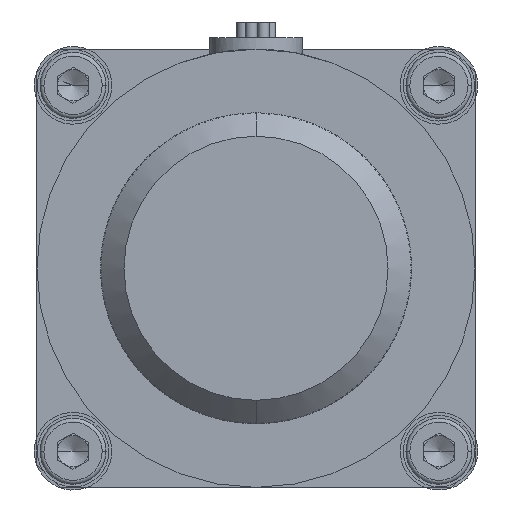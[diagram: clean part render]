
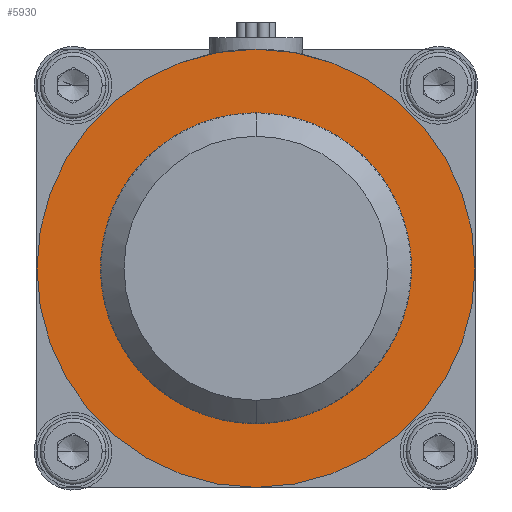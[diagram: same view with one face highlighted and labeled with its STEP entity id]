
A CAD part, front view. The second image highlights one B-rep face of the part: STEP entity #5930.
In plain terms, the highlighted face is planar.
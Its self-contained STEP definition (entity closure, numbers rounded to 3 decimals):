
#4884 = EDGE_CURVE ( 'NONE', #60082, #5277, #29915, .T. ) ;
#5277 = VERTEX_POINT ( 'NONE', #95622 ) ;
#5930 = ADVANCED_FACE ( 'NONE', ( #26247, #8813 ), #91243, .T. ) ;
#6831 = AXIS2_PLACEMENT_3D ( 'NONE', #51610, #6930, #59138 ) ;
#6930 = DIRECTION ( 'NONE',  ( 0., 1., 0. ) ) ;
#8813 = FACE_BOUND ( 'NONE', #78717, .T. ) ;
#10709 = AXIS2_PLACEMENT_3D ( 'NONE', #31254, #83463, #38779 ) ;
#13424 = ORIENTED_EDGE ( 'NONE', *, *, #79443, .F. ) ;
#21607 = CARTESIAN_POINT ( 'NONE',  ( 0., 38., 3.9 ) ) ;
#25671 = CARTESIAN_POINT ( 'NONE',  ( 0., 38., 28.2 ) ) ;
#26247 = FACE_OUTER_BOUND ( 'NONE', #34296, .T. ) ;
#29915 = CIRCLE ( 'NONE', #10709, 28.2 ) ;
#31254 = CARTESIAN_POINT ( 'NONE',  ( 0., 38., 0. ) ) ;
#31894 = CARTESIAN_POINT ( 'NONE',  ( 0., 38., 0. ) ) ;
#34296 = EDGE_LOOP ( 'NONE', ( #72463, #90141 ) ) ;
#34882 = CARTESIAN_POINT ( 'NONE',  ( 0., 38., -3.9 ) ) ;
#35142 = AXIS2_PLACEMENT_3D ( 'NONE', #31894, #84088, #39402 ) ;
#35611 = VERTEX_POINT ( 'NONE', #34882 ) ;
#36225 = CARTESIAN_POINT ( 'NONE',  ( 0., 38., 0. ) ) ;
#38779 = DIRECTION ( 'NONE',  ( 0., 0., 1. ) ) ;
#39402 = DIRECTION ( 'NONE',  ( 0., 0., 1. ) ) ;
#39486 = CIRCLE ( 'NONE', #6831, 28.2 ) ;
#43735 = DIRECTION ( 'NONE',  ( 0., 0., 1. ) ) ;
#44088 = DIRECTION ( 'NONE',  ( 0., 1., 0. ) ) ;
#44256 = AXIS2_PLACEMENT_3D ( 'NONE', #88733, #44088, #96221 ) ;
#45920 = CIRCLE ( 'NONE', #49204, 3.9 ) ;
#49204 = AXIS2_PLACEMENT_3D ( 'NONE', #36225, #88386, #43735 ) ;
#51610 = CARTESIAN_POINT ( 'NONE',  ( 0., 38., 0. ) ) ;
#59138 = DIRECTION ( 'NONE',  ( 0., 0., 1. ) ) ;
#60082 = VERTEX_POINT ( 'NONE', #25671 ) ;
#66088 = EDGE_CURVE ( 'NONE', #35611, #82434, #45920, .T. ) ;
#70030 = CIRCLE ( 'NONE', #44256, 3.9 ) ;
#72372 = ORIENTED_EDGE ( 'NONE', *, *, #66088, .F. ) ;
#72463 = ORIENTED_EDGE ( 'NONE', *, *, #80716, .T. ) ;
#78717 = EDGE_LOOP ( 'NONE', ( #72372, #13424 ) ) ;
#79443 = EDGE_CURVE ( 'NONE', #82434, #35611, #70030, .T. ) ;
#80716 = EDGE_CURVE ( 'NONE', #5277, #60082, #39486, .T. ) ;
#82434 = VERTEX_POINT ( 'NONE', #21607 ) ;
#83463 = DIRECTION ( 'NONE',  ( 0., 1., 0. ) ) ;
#84088 = DIRECTION ( 'NONE',  ( 0., 1., 0. ) ) ;
#88386 = DIRECTION ( 'NONE',  ( 0., 1., 0. ) ) ;
#88733 = CARTESIAN_POINT ( 'NONE',  ( 0., 38., 0. ) ) ;
#90141 = ORIENTED_EDGE ( 'NONE', *, *, #4884, .T. ) ;
#91243 = PLANE ( 'NONE',  #35142 ) ;
#95622 = CARTESIAN_POINT ( 'NONE',  ( 0., 38., -28.2 ) ) ;
#96221 = DIRECTION ( 'NONE',  ( 0., 0., 1. ) ) ;
